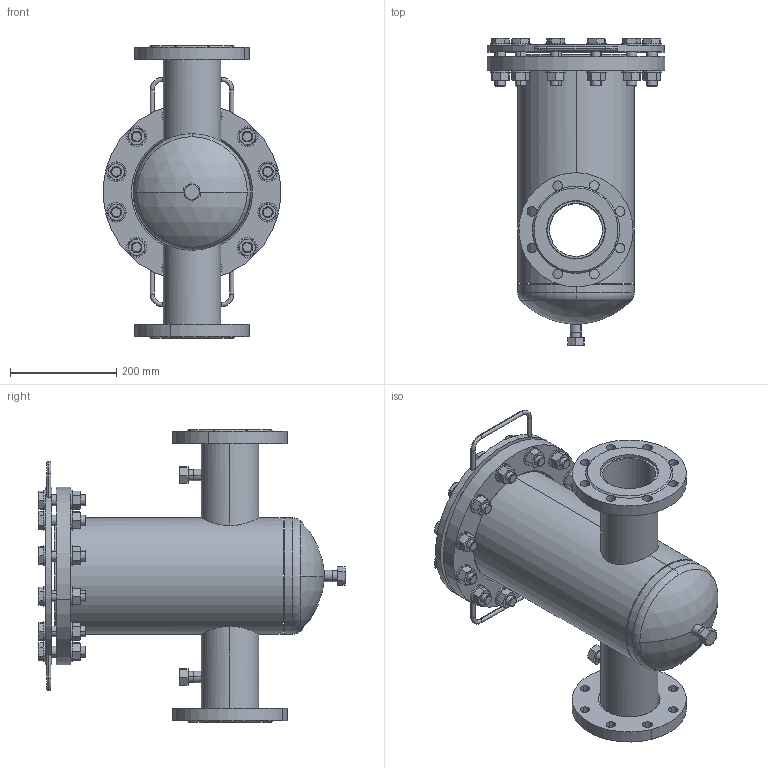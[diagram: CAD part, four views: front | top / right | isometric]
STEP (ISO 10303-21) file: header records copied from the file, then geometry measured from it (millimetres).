
FILE_DESCRIPTION (( 'STEP AP203' ), '1' );
FILE_NAME ('桋昈.061435-467捘-02 - 埼-100-1.STEP', '2024-11-11T05:25:59', ( '' ), ( '' ), 'SwSTEP 2.0', 'SolidWorks 2021', '' );
FILE_SCHEMA (( 'CONFIG_CONTROL_DESIGN' ));
Length unit declared in the file: millimetre
Products named in the file (1): 桋昈.061435-467捘-02 - 埼-100-1
Bounding box: 333.73 x 579 x 550 mm (x, y, z)
Surface area: 1229120 mm2 (no closed solid volume)
Topology: 0 solids, 79 shells, 613 faces, 1628 edges, 1080 vertices
Faces by surface type: plane 245, cone 196, cylinder 158, torus 10, sphere 4
Entity records: 22885 total; most frequent: CARTESIAN_POINT 7986, DIRECTION 3152, ORIENTED_EDGE 2796, EDGE_CURVE 1628, AXIS2_PLACEMENT_3D 1344, VERTEX_POINT 1080, CIRCLE 730, EDGE_LOOP 712
